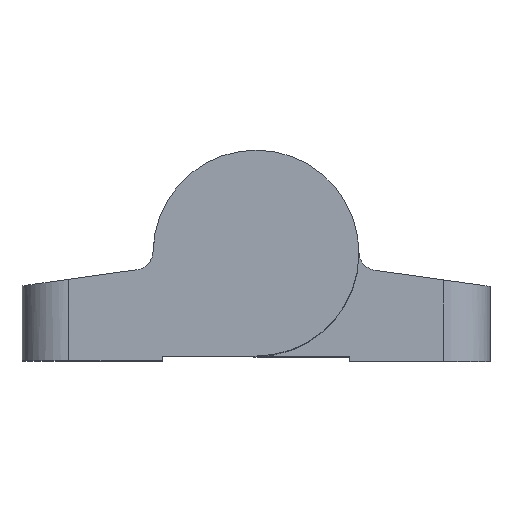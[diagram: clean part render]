
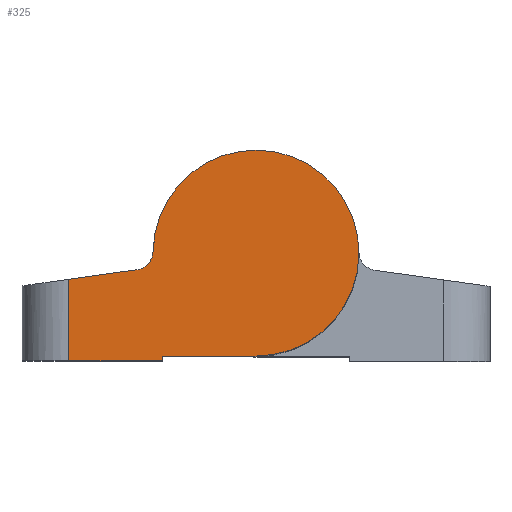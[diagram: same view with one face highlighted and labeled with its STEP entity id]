
A CAD part, top view. The second image highlights one B-rep face of the part: STEP entity #325.
In plain terms, the highlighted face is planar.
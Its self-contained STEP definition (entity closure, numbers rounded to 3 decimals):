
#208 = EDGE_CURVE ( 'NONE', #235, #212, #921, .T. ) ;
#209 = EDGE_CURVE ( 'NONE', #288, #235, #917, .T. ) ;
#212 = VERTEX_POINT ( 'NONE', #974 ) ;
#214 = EDGE_CURVE ( 'NONE', #212, #241, #973, .T. ) ;
#235 = VERTEX_POINT ( 'NONE', #990 ) ;
#241 = VERTEX_POINT ( 'NONE', #983 ) ;
#242 = EDGE_CURVE ( 'NONE', #241, #243, #1039, .T. ) ;
#243 = VERTEX_POINT ( 'NONE', #1035 ) ;
#257 = EDGE_CURVE ( 'NONE', #328, #266, #1017, .T. ) ;
#259 = ORIENTED_EDGE ( 'NONE', *, *, #257, .F. ) ;
#263 = ORIENTED_EDGE ( 'NONE', *, *, #264, .T. ) ;
#264 = EDGE_CURVE ( 'NONE', #328, #243, #1059, .T. ) ;
#266 = VERTEX_POINT ( 'NONE', #1055 ) ;
#270 = EDGE_CURVE ( 'NONE', #266, #288, #1053, .T. ) ;
#288 = VERTEX_POINT ( 'NONE', #1125 ) ;
#305 = EDGE_LOOP ( 'NONE', ( #259, #263, #315, #316, #317, #318, #330 ) ) ;
#315 = ORIENTED_EDGE ( 'NONE', *, *, #242, .F. ) ;
#316 = ORIENTED_EDGE ( 'NONE', *, *, #214, .F. ) ;
#317 = ORIENTED_EDGE ( 'NONE', *, *, #208, .F. ) ;
#318 = ORIENTED_EDGE ( 'NONE', *, *, #209, .F. ) ;
#325 = ADVANCED_FACE ( 'NONE', ( #1141 ), #1135, .F. ) ;
#328 = VERTEX_POINT ( 'NONE', #1130 ) ;
#330 = ORIENTED_EDGE ( 'NONE', *, *, #270, .F. ) ;
#917 = CIRCLE ( 'NONE', #982, 11. ) ;
#918 = DIRECTION ( 'NONE',  ( 1., 0., 0. ) ) ;
#919 = VECTOR ( 'NONE', #918, 1000. ) ;
#920 = CARTESIAN_POINT ( 'NONE',  ( 0., -11., -35. ) ) ;
#921 = LINE ( 'NONE', #920, #919 ) ;
#970 = DIRECTION ( 'NONE',  ( 0., -1., 0. ) ) ;
#971 = VECTOR ( 'NONE', #970, 1000. ) ;
#972 = CARTESIAN_POINT ( 'NONE',  ( 10., -11., -35. ) ) ;
#973 = LINE ( 'NONE', #972, #971 ) ;
#974 = CARTESIAN_POINT ( 'NONE',  ( 10., -11., -35. ) ) ;
#979 = DIRECTION ( 'NONE',  ( 1., 0., 0. ) ) ;
#980 = DIRECTION ( 'NONE',  ( 0., 0., 1. ) ) ;
#981 = CARTESIAN_POINT ( 'NONE',  ( 0., 0., -35. ) ) ;
#982 = AXIS2_PLACEMENT_3D ( 'NONE', #981, #980, #979 ) ;
#983 = CARTESIAN_POINT ( 'NONE',  ( 10., -11.5, -35. ) ) ;
#990 = CARTESIAN_POINT ( 'NONE',  ( 0., -11., -35. ) ) ;
#1014 = DIRECTION ( 'NONE',  ( -0.99, 0.139, 0. ) ) ;
#1015 = VECTOR ( 'NONE', #1014, 1000. ) ;
#1016 = CARTESIAN_POINT ( 'NONE',  ( 25., -3.5, -35. ) ) ;
#1017 = LINE ( 'NONE', #1016, #1015 ) ;
#1035 = CARTESIAN_POINT ( 'NONE',  ( 20., -11.5, -35. ) ) ;
#1036 = DIRECTION ( 'NONE',  ( 1., 0., 0. ) ) ;
#1037 = VECTOR ( 'NONE', #1036, 1000. ) ;
#1038 = CARTESIAN_POINT ( 'NONE',  ( 10., -11.5, -35. ) ) ;
#1039 = LINE ( 'NONE', #1038, #1037 ) ;
#1049 = DIRECTION ( 'NONE',  ( 1., 0., 0. ) ) ;
#1050 = DIRECTION ( 'NONE',  ( 0., 0., -1. ) ) ;
#1051 = CARTESIAN_POINT ( 'NONE',  ( 12.998, 0.2, -35. ) ) ;
#1052 = AXIS2_PLACEMENT_3D ( 'NONE', #1051, #1050, #1049 ) ;
#1053 = CIRCLE ( 'NONE', #1052, 2. ) ;
#1055 = CARTESIAN_POINT ( 'NONE',  ( 12.721, -1.781, -35. ) ) ;
#1056 = DIRECTION ( 'NONE',  ( 0., -1., 0. ) ) ;
#1057 = VECTOR ( 'NONE', #1056, 1000. ) ;
#1058 = CARTESIAN_POINT ( 'NONE',  ( 20., -11.5, -35. ) ) ;
#1059 = LINE ( 'NONE', #1058, #1057 ) ;
#1125 = CARTESIAN_POINT ( 'NONE',  ( 10.999, 0.169, -35. ) ) ;
#1130 = CARTESIAN_POINT ( 'NONE',  ( 20., -2.8, -35. ) ) ;
#1131 = DIRECTION ( 'NONE',  ( 1., 0., 0. ) ) ;
#1132 = DIRECTION ( 'NONE',  ( 0., 0., 1. ) ) ;
#1133 = CARTESIAN_POINT ( 'NONE',  ( 12.998, 0.2, -35. ) ) ;
#1134 = AXIS2_PLACEMENT_3D ( 'NONE', #1133, #1132, #1131 ) ;
#1135 = PLANE ( 'NONE',  #1134 ) ;
#1141 = FACE_OUTER_BOUND ( 'NONE', #305, .T. ) ;
